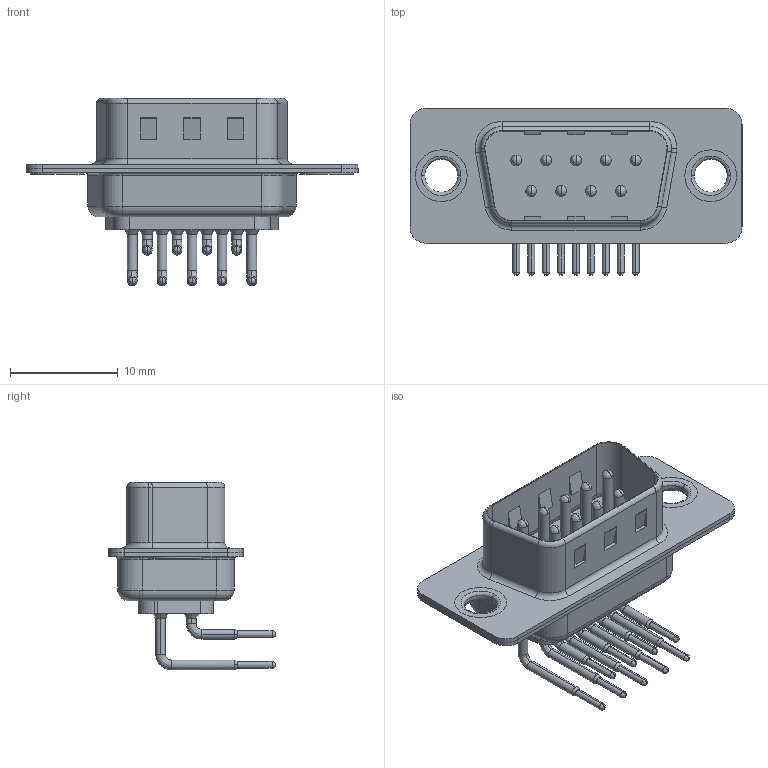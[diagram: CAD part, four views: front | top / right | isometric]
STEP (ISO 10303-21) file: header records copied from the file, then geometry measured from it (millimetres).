
FILE_DESCRIPTION (( 'STEP AP203' ), '1' );
FILE_NAME ('621-M09-260-WT1.STEP', '2018-09-24T19:22:30', ( '' ), ( '' ), 'SwSTEP 2.0', 'SolidWorks 2016', '' );
FILE_SCHEMA (( 'CONFIG_CONTROL_DESIGN' ));
Length unit declared in the file: millimetre
Products named in the file (7): 621M Shell Rear_09 Contacts; 621M Contact Row 1; 621M Contact Row 2; 621M Thru Hole Rivet; 621-M09-260-WT1; 621M Housing_09 Contacts; 621M Shell Front_09 Contacts
Assembly tree (14 placements, depth 2):
  621-M09-260-WT1
    621M Housing_09 Contacts
    621M Shell Front_09 Contacts
    621M Shell Rear_09 Contacts
    621M Contact Row 1  x5
    621M Contact Row 2  x4
    621M Thru Hole Rivet  x2
Bounding box: 30.8 x 15.49 x 17.39 mm (x, y, z)
Volume: 1289.1 mm3; surface area: 3701.2 mm2
Topology: 14 solids, 14 shells, 1268 faces, 3475 edges, 2246 vertices
Faces by surface type: plane 683, cylinder 437, torus 58, bspline 54, cone 36
Entity records: 17541 total; most frequent: CARTESIAN_POINT 3054, DIRECTION 2973, ORIENTED_EDGE 2750, EDGE_CURVE 1375, AXIS2_PLACEMENT_3D 1074, VERTEX_POINT 884, VECTOR 825, LINE 825
